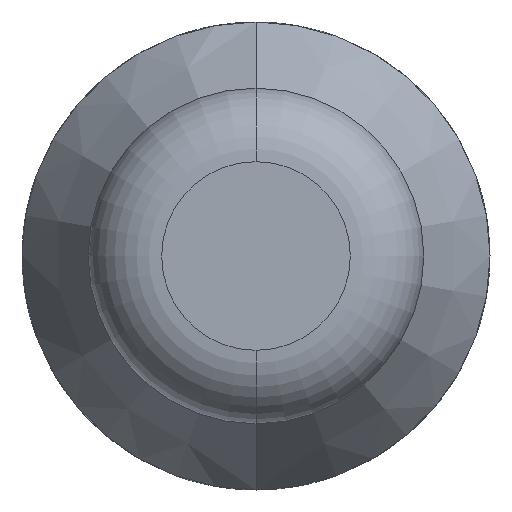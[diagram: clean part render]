
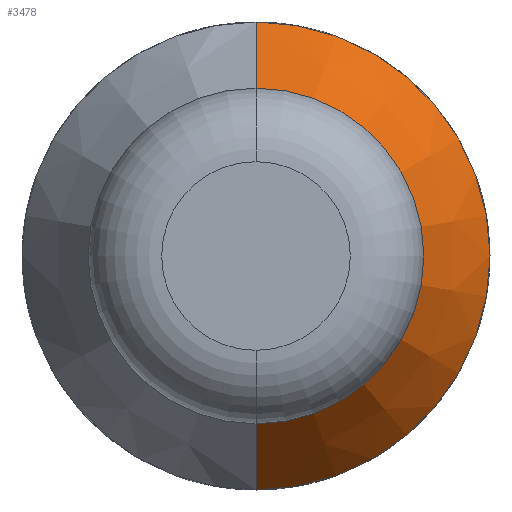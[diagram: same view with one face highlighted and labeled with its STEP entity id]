
A CAD part, front view. The second image highlights one B-rep face of the part: STEP entity #3478.
In plain terms, the highlighted conical face has half-angle 30 degrees and reference radius 0.535 mm.
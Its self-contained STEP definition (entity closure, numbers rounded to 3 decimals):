
#61 = DIRECTION ( 'NONE',  ( 0., 0.866, 0.5 ) ) ;
#159 = CIRCLE ( 'NONE', #4754, 0.955 ) ;
#241 = EDGE_CURVE ( 'Defeature ausgef�hrt1_19+Defeature ausgef�hrt1_20+Defeature ausgef�hrt1_20+Defeature ausgef�hrt1_20', #714, #2064, #159, .T. ) ;
#267 = DIRECTION ( 'NONE',  ( 0., 0., 1. ) ) ;
#388 = CARTESIAN_POINT ( 'NONE',  ( 0., 4.1, 0.535 ) ) ;
#390 = CARTESIAN_POINT ( 'NONE',  ( 0., 4.827, 0.955 ) ) ;
#394 = CARTESIAN_POINT ( 'NONE',  ( 0., 4.1, 0. ) ) ;
#714 = VERTEX_POINT ( 'NONE', #390 ) ;
#841 = FACE_OUTER_BOUND ( 'NONE', #1360, .T. ) ;
#1360 = EDGE_LOOP ( 'NONE', ( #4552, #2483, #3793, #3682 ) ) ;
#1388 = AXIS2_PLACEMENT_3D ( 'NONE', #3229, #2855, #2388 ) ;
#1450 = CIRCLE ( 'NONE', #1388, 0.535 ) ;
#1653 = CARTESIAN_POINT ( 'NONE',  ( 0., 4.1, 0.535 ) ) ;
#1732 = VERTEX_POINT ( 'NONE', #388 ) ;
#1901 = EDGE_CURVE ( 'NONE', #4598, #2064, #2200, .T. ) ;
#1914 = CARTESIAN_POINT ( 'NONE',  ( 0., 4.1, -0.535 ) ) ;
#2029 = VECTOR ( 'NONE', #61, 1000. ) ;
#2064 = VERTEX_POINT ( 'NONE', #5093 ) ;
#2200 = LINE ( 'NONE', #1914, #3145 ) ;
#2264 = CARTESIAN_POINT ( 'NONE',  ( 0., 4.827, 0. ) ) ;
#2388 = DIRECTION ( 'NONE',  ( 0., 0., 1. ) ) ;
#2483 = ORIENTED_EDGE ( 'NONE', *, *, #1901, .T. ) ;
#2642 = LINE ( 'NONE', #1653, #2029 ) ;
#2682 = EDGE_CURVE ( 'NONE', #1732, #714, #2642, .T. ) ;
#2855 = DIRECTION ( 'NONE',  ( 0., 1., 0. ) ) ;
#3010 = CARTESIAN_POINT ( 'NONE',  ( 0., 4.1, -0.535 ) ) ;
#3017 = DIRECTION ( 'NONE',  ( 0., 1., 0. ) ) ;
#3131 = DIRECTION ( 'NONE',  ( 0., 0., 1. ) ) ;
#3145 = VECTOR ( 'NONE', #4242, 1000. ) ;
#3229 = CARTESIAN_POINT ( 'NONE',  ( 0., 4.1, 0. ) ) ;
#3478 = ADVANCED_FACE ( 'Defeature ausgef�hrt1_20', ( #841 ), #3884, .T. ) ;
#3682 = ORIENTED_EDGE ( 'NONE', *, *, #2682, .F. ) ;
#3793 = ORIENTED_EDGE ( 'NONE', *, *, #241, .F. ) ;
#3884 = CONICAL_SURFACE ( 'NONE', #4178, 0.535, 0.524 ) ;
#3929 = DIRECTION ( 'NONE',  ( 0., 1., 0. ) ) ;
#4178 = AXIS2_PLACEMENT_3D ( 'NONE', #394, #3929, #3131 ) ;
#4242 = DIRECTION ( 'NONE',  ( 0., 0.866, -0.5 ) ) ;
#4552 = ORIENTED_EDGE ( 'NONE', *, *, #4987, .T. ) ;
#4598 = VERTEX_POINT ( 'NONE', #3010 ) ;
#4754 = AXIS2_PLACEMENT_3D ( 'NONE', #2264, #3017, #267 ) ;
#4987 = EDGE_CURVE ( 'Defeature ausgef�hrt1_20+Defeature ausgef�hrt1_6+Defeature ausgef�hrt1_6+Defeature ausgef�hrt1_6', #1732, #4598, #1450, .T. ) ;
#5093 = CARTESIAN_POINT ( 'NONE',  ( 0., 4.827, -0.955 ) ) ;
